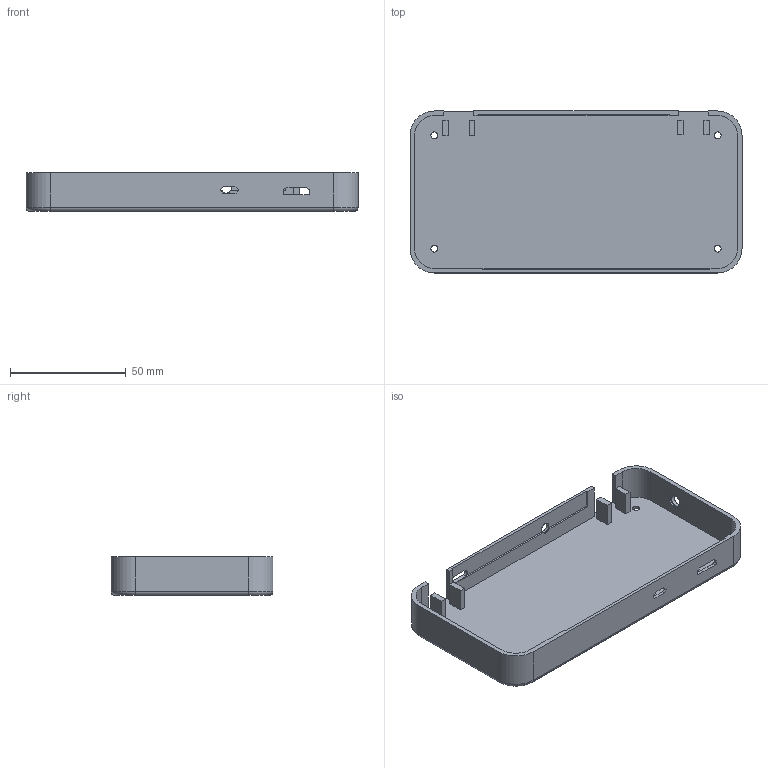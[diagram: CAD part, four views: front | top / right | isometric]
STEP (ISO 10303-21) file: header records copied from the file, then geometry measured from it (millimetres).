
FILE_DESCRIPTION(/* description */ (''),/* implementation_level */ '2;1');
FILE_NAME(/* name */ '',/* time_stamp */ '2024-02-19T16:56:07+08:00',/* author */ (''),/* organization */ (''),/* preprocessor_version */ 'ST-DEVELOPER v20',/* originating_system */ 'Autodesk Translation Framework v12.20.1.177',/* authorisation */ '');
FILE_SCHEMA (('AUTOMOTIVE_DESIGN { 1 0 10303 214 3 1 1 }'));
Length unit declared in the file: millimetre
Products named in the file (1): 后盖
Bounding box: 143.5 x 70 x 16.85 mm (x, y, z)
Volume: 28316.4 mm3; surface area: 32467.7 mm2
Topology: 1 solids, 1 shells, 114 faces, 303 edges, 198 vertices
Faces by surface type: plane 76, cylinder 34, torus 4
Full cylindrical faces by diameter (mm): 3 x4, 4.6 x1, 5 x1, 6 x4, 6.7 x1
Entity records: 3603 total; most frequent: CARTESIAN_POINT 616, DIRECTION 609, ORIENTED_EDGE 606, EDGE_CURVE 303, LINE 227, VECTOR 227, VERTEX_POINT 198, AXIS2_PLACEMENT_3D 191
